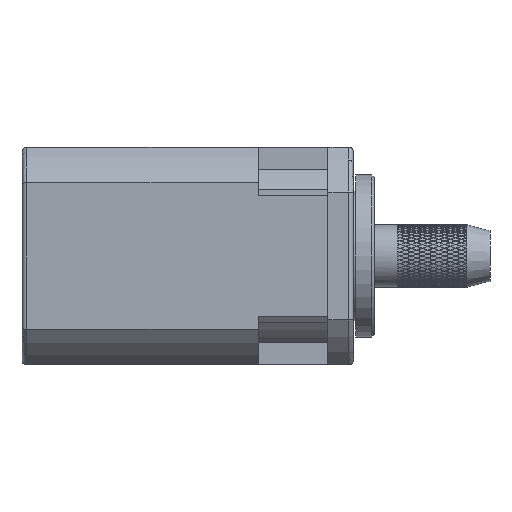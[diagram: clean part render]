
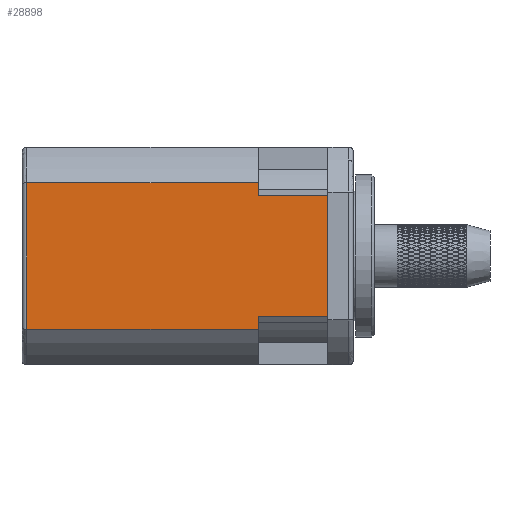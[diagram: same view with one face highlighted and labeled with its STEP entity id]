
A CAD part, front view. The second image highlights one B-rep face of the part: STEP entity #28898.
In plain terms, the highlighted planar face has unit normal (0, -1, 0).
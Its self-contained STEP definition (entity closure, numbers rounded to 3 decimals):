
#115 = EDGE_CURVE ( 'NONE', #105805, #51611, #133649, .T. ) ;
#1631 = CARTESIAN_POINT ( 'NONE',  ( 10.2, 0., 2.6 ) ) ;
#1687 = EDGE_CURVE ( 'NONE', #25671, #15522, #112361, .T. ) ;
#2501 = VECTOR ( 'NONE', #116312, 1000. ) ;
#3013 = DIRECTION ( 'NONE',  ( 0., 0., -1. ) ) ;
#4382 = EDGE_LOOP ( 'NONE', ( #38125, #125906, #85386, #57584, #10531, #44754, #93693, #26882 ) ) ;
#8788 = VERTEX_POINT ( 'NONE', #37232 ) ;
#9519 = CARTESIAN_POINT ( 'NONE',  ( 0.2, 0., 4.7 ) ) ;
#10531 = ORIENTED_EDGE ( 'NONE', *, *, #118102, .F. ) ;
#13152 = LINE ( 'NONE', #95762, #106021 ) ;
#15242 = EDGE_CURVE ( 'NONE', #109132, #8788, #120682, .T. ) ;
#15522 = VERTEX_POINT ( 'NONE', #73039 ) ;
#17154 = CARTESIAN_POINT ( 'NONE',  ( 0.2, 0., 3.162 ) ) ;
#23279 = LINE ( 'NONE', #53648, #128153 ) ;
#23912 = DIRECTION ( 'NONE',  ( 1., 0., 0. ) ) ;
#25671 = VERTEX_POINT ( 'NONE', #76067 ) ;
#26882 = ORIENTED_EDGE ( 'NONE', *, *, #65503, .F. ) ;
#27592 = FACE_OUTER_BOUND ( 'NONE', #4382, .T. ) ;
#27932 = CARTESIAN_POINT ( 'NONE',  ( 13.2, 0., -4.7 ) ) ;
#28898 = ADVANCED_FACE ( 'NONE', ( #27592 ), #55942, .F. ) ;
#30444 = CARTESIAN_POINT ( 'NONE',  ( 13.2, 0., -3.162 ) ) ;
#31780 = DIRECTION ( 'NONE',  ( -1., 0., 0. ) ) ;
#35204 = VECTOR ( 'NONE', #57906, 1000. ) ;
#37232 = CARTESIAN_POINT ( 'NONE',  ( 13.2, 0., 2.6 ) ) ;
#38125 = ORIENTED_EDGE ( 'NONE', *, *, #15242, .T. ) ;
#38494 = CARTESIAN_POINT ( 'NONE',  ( 10.2, 0., -2.6 ) ) ;
#38573 = VERTEX_POINT ( 'NONE', #38494 ) ;
#41860 = LINE ( 'NONE', #83162, #2501 ) ;
#44754 = ORIENTED_EDGE ( 'NONE', *, *, #1687, .F. ) ;
#47097 = LINE ( 'NONE', #121633, #35204 ) ;
#48379 = EDGE_CURVE ( 'NONE', #77868, #8788, #23279, .T. ) ;
#51611 = VERTEX_POINT ( 'NONE', #65262 ) ;
#53648 = CARTESIAN_POINT ( 'NONE',  ( 0., 0., 2.6 ) ) ;
#55942 = PLANE ( 'NONE',  #91354 ) ;
#57584 = ORIENTED_EDGE ( 'NONE', *, *, #115, .F. ) ;
#57906 = DIRECTION ( 'NONE',  ( -1., 0., 0. ) ) ;
#65262 = CARTESIAN_POINT ( 'NONE',  ( 10.2, 0., 3.162 ) ) ;
#65503 = EDGE_CURVE ( 'NONE', #109132, #38573, #47097, .T. ) ;
#68832 = DIRECTION ( 'NONE',  ( 0., 0., 1. ) ) ;
#72961 = VECTOR ( 'NONE', #31780, 1000. ) ;
#73039 = CARTESIAN_POINT ( 'NONE',  ( 0.2, 0., -3.162 ) ) ;
#76067 = CARTESIAN_POINT ( 'NONE',  ( 10.2, 0., -3.162 ) ) ;
#77868 = VERTEX_POINT ( 'NONE', #1631 ) ;
#83162 = CARTESIAN_POINT ( 'NONE',  ( 10.2, 0., -3.162 ) ) ;
#85386 = ORIENTED_EDGE ( 'NONE', *, *, #124752, .F. ) ;
#88461 = DIRECTION ( 'NONE',  ( 0., 1., 0. ) ) ;
#91354 = AXIS2_PLACEMENT_3D ( 'NONE', #108841, #88461, #68832 ) ;
#93693 = ORIENTED_EDGE ( 'NONE', *, *, #108397, .F. ) ;
#93779 = VECTOR ( 'NONE', #107209, 1000. ) ;
#95762 = CARTESIAN_POINT ( 'NONE',  ( 10.2, 0., -3.162 ) ) ;
#96357 = CARTESIAN_POINT ( 'NONE',  ( 13.2, 0., 3.162 ) ) ;
#103600 = DIRECTION ( 'NONE',  ( 0., 0., 1. ) ) ;
#105805 = VERTEX_POINT ( 'NONE', #17154 ) ;
#106021 = VECTOR ( 'NONE', #3013, 1000. ) ;
#107209 = DIRECTION ( 'NONE',  ( 0., 0., 1. ) ) ;
#108155 = VECTOR ( 'NONE', #23912, 1000. ) ;
#108397 = EDGE_CURVE ( 'NONE', #38573, #25671, #41860, .T. ) ;
#108841 = CARTESIAN_POINT ( 'NONE',  ( 0., 0., -3.162 ) ) ;
#109132 = VERTEX_POINT ( 'NONE', #109736 ) ;
#109736 = CARTESIAN_POINT ( 'NONE',  ( 13.2, 0., -2.6 ) ) ;
#112361 = LINE ( 'NONE', #30444, #72961 ) ;
#114428 = LINE ( 'NONE', #9519, #122212 ) ;
#116032 = DIRECTION ( 'NONE',  ( 1., 0., 0. ) ) ;
#116312 = DIRECTION ( 'NONE',  ( 0., 0., -1. ) ) ;
#118102 = EDGE_CURVE ( 'NONE', #15522, #105805, #114428, .T. ) ;
#120682 = LINE ( 'NONE', #27932, #93779 ) ;
#121633 = CARTESIAN_POINT ( 'NONE',  ( 0., 0., -2.6 ) ) ;
#122212 = VECTOR ( 'NONE', #103600, 1000. ) ;
#124752 = EDGE_CURVE ( 'NONE', #51611, #77868, #13152, .T. ) ;
#125906 = ORIENTED_EDGE ( 'NONE', *, *, #48379, .F. ) ;
#128153 = VECTOR ( 'NONE', #116032, 1000. ) ;
#133649 = LINE ( 'NONE', #96357, #108155 ) ;
